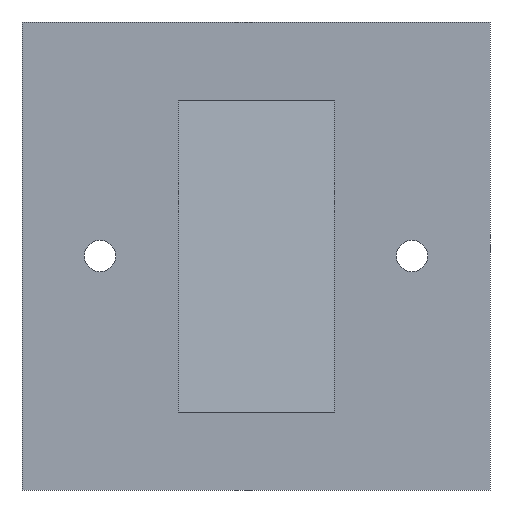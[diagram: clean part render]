
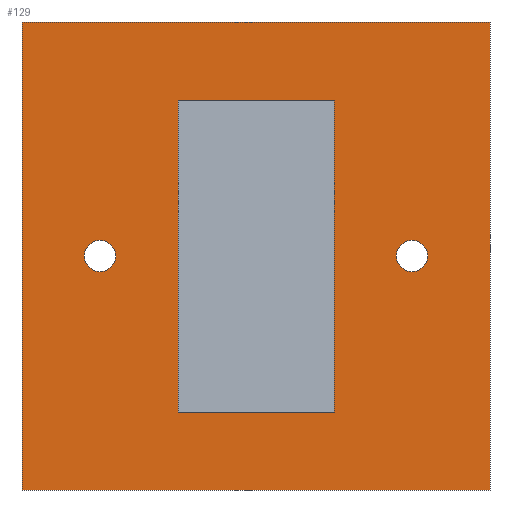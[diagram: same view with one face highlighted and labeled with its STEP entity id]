
A CAD part, front view. The second image highlights one B-rep face of the part: STEP entity #129.
In plain terms, the highlighted planar face has unit normal (0, -1, 0).
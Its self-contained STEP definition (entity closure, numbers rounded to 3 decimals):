
#5 = VECTOR ( 'NONE', #391, 1000. ) ;
#8 = EDGE_CURVE ( 'NONE', #314, #280, #486, .T. ) ;
#16 = ORIENTED_EDGE ( 'NONE', *, *, #45, .F. ) ;
#18 = LINE ( 'NONE', #208, #482 ) ;
#21 = DIRECTION ( 'NONE',  ( 0., 1., 0. ) ) ;
#24 = CARTESIAN_POINT ( 'NONE',  ( 5., 20., 10. ) ) ;
#25 = LINE ( 'NONE', #244, #60 ) ;
#27 = EDGE_CURVE ( 'NONE', #280, #314, #44, .T. ) ;
#28 = DIRECTION ( 'NONE',  ( 0., 0., 1. ) ) ;
#44 = CIRCLE ( 'NONE', #441, 0.5 ) ;
#45 = EDGE_CURVE ( 'NONE', #54, #169, #299, .T. ) ;
#54 = VERTEX_POINT ( 'NONE', #211 ) ;
#56 = ORIENTED_EDGE ( 'NONE', *, *, #175, .T. ) ;
#57 = CARTESIAN_POINT ( 'NONE',  ( -2.5, 20., 5. ) ) ;
#60 = VECTOR ( 'NONE', #437, 1000. ) ;
#68 = VERTEX_POINT ( 'NONE', #213 ) ;
#70 = CARTESIAN_POINT ( 'NONE',  ( 7.5, 20., 5. ) ) ;
#71 = CARTESIAN_POINT ( 'NONE',  ( -2.5, 20., 4.5 ) ) ;
#73 = DIRECTION ( 'NONE',  ( -1., 0., 0. ) ) ;
#79 = CARTESIAN_POINT ( 'NONE',  ( 5., 20., 10. ) ) ;
#80 = VERTEX_POINT ( 'NONE', #363 ) ;
#87 = EDGE_CURVE ( 'NONE', #292, #106, #25, .T. ) ;
#97 = CARTESIAN_POINT ( 'NONE',  ( 10., 20., -2.5 ) ) ;
#105 = ORIENTED_EDGE ( 'NONE', *, *, #328, .F. ) ;
#106 = VERTEX_POINT ( 'NONE', #97 ) ;
#107 = VECTOR ( 'NONE', #325, 1000. ) ;
#111 = CARTESIAN_POINT ( 'NONE',  ( 10., 20., 12.5 ) ) ;
#116 = EDGE_CURVE ( 'NONE', #54, #249, #276, .T. ) ;
#126 = EDGE_CURVE ( 'NONE', #80, #392, #487, .T. ) ;
#127 = EDGE_LOOP ( 'NONE', ( #399, #370, #468, #16 ) ) ;
#128 = ORIENTED_EDGE ( 'NONE', *, *, #8, .T. ) ;
#129 = ADVANCED_FACE ( 'NONE', ( #163, #473, #449, #135 ), #286, .T. ) ;
#132 = DIRECTION ( 'NONE',  ( 0., 0., -1. ) ) ;
#135 = FACE_BOUND ( 'NONE', #493, .T. ) ;
#136 = CARTESIAN_POINT ( 'NONE',  ( 5., 20., 0. ) ) ;
#139 = DIRECTION ( 'NONE',  ( 0., 0., 1. ) ) ;
#146 = CARTESIAN_POINT ( 'NONE',  ( -2.5, 20., 5.5 ) ) ;
#151 = EDGE_CURVE ( 'NONE', #106, #80, #18, .T. ) ;
#157 = ORIENTED_EDGE ( 'NONE', *, *, #395, .T. ) ;
#163 = FACE_BOUND ( 'NONE', #127, .T. ) ;
#169 = VERTEX_POINT ( 'NONE', #24 ) ;
#173 = CARTESIAN_POINT ( 'NONE',  ( 7.5, 20., 5. ) ) ;
#174 = DIRECTION ( 'NONE',  ( 0., -1., 0. ) ) ;
#175 = EDGE_CURVE ( 'NONE', #290, #349, #246, .T. ) ;
#176 = EDGE_LOOP ( 'NONE', ( #240, #105, #309, #259 ) ) ;
#183 = DIRECTION ( 'NONE',  ( 0., 1., 0. ) ) ;
#184 = CARTESIAN_POINT ( 'NONE',  ( 7.5, 20., 5.5 ) ) ;
#200 = VECTOR ( 'NONE', #291, 1000. ) ;
#207 = CARTESIAN_POINT ( 'NONE',  ( 0., 20., 0. ) ) ;
#208 = CARTESIAN_POINT ( 'NONE',  ( -5., 20., -2.5 ) ) ;
#209 = EDGE_LOOP ( 'NONE', ( #128, #356 ) ) ;
#211 = CARTESIAN_POINT ( 'NONE',  ( 5., 20., 0. ) ) ;
#213 = CARTESIAN_POINT ( 'NONE',  ( 0., 20., 10. ) ) ;
#214 = AXIS2_PLACEMENT_3D ( 'NONE', #173, #479, #28 ) ;
#221 = CARTESIAN_POINT ( 'NONE',  ( -5., 20., 12.5 ) ) ;
#223 = VECTOR ( 'NONE', #139, 1000. ) ;
#234 = AXIS2_PLACEMENT_3D ( 'NONE', #70, #183, #485 ) ;
#240 = ORIENTED_EDGE ( 'NONE', *, *, #87, .F. ) ;
#241 = CARTESIAN_POINT ( 'NONE',  ( 5., 20., 0. ) ) ;
#244 = CARTESIAN_POINT ( 'NONE',  ( 10., 20., 12.5 ) ) ;
#246 = CIRCLE ( 'NONE', #214, 0.5 ) ;
#249 = VERTEX_POINT ( 'NONE', #331 ) ;
#259 = ORIENTED_EDGE ( 'NONE', *, *, #151, .F. ) ;
#275 = DIRECTION ( 'NONE',  ( 0., 1., 0. ) ) ;
#276 = LINE ( 'NONE', #136, #107 ) ;
#280 = VERTEX_POINT ( 'NONE', #146 ) ;
#283 = DIRECTION ( 'NONE',  ( 0., 0., 1. ) ) ;
#286 = PLANE ( 'NONE',  #427 ) ;
#290 = VERTEX_POINT ( 'NONE', #407 ) ;
#291 = DIRECTION ( 'NONE',  ( 1., 0., 0. ) ) ;
#292 = VERTEX_POINT ( 'NONE', #111 ) ;
#299 = LINE ( 'NONE', #241, #5 ) ;
#307 = LINE ( 'NONE', #79, #425 ) ;
#309 = ORIENTED_EDGE ( 'NONE', *, *, #126, .F. ) ;
#314 = VERTEX_POINT ( 'NONE', #71 ) ;
#322 = CIRCLE ( 'NONE', #234, 0.5 ) ;
#325 = DIRECTION ( 'NONE',  ( -1., 0., 0. ) ) ;
#328 = EDGE_CURVE ( 'NONE', #392, #292, #385, .T. ) ;
#331 = CARTESIAN_POINT ( 'NONE',  ( 0., 20., 0. ) ) ;
#342 = DIRECTION ( 'NONE',  ( 0., 0., 1. ) ) ;
#344 = LINE ( 'NONE', #459, #419 ) ;
#347 = CARTESIAN_POINT ( 'NONE',  ( -2.5, 20., 5. ) ) ;
#349 = VERTEX_POINT ( 'NONE', #184 ) ;
#353 = AXIS2_PLACEMENT_3D ( 'NONE', #57, #275, #469 ) ;
#356 = ORIENTED_EDGE ( 'NONE', *, *, #27, .T. ) ;
#359 = CARTESIAN_POINT ( 'NONE',  ( -5., 20., 12.5 ) ) ;
#363 = CARTESIAN_POINT ( 'NONE',  ( -5., 20., -2.5 ) ) ;
#370 = ORIENTED_EDGE ( 'NONE', *, *, #452, .T. ) ;
#385 = LINE ( 'NONE', #488, #200 ) ;
#391 = DIRECTION ( 'NONE',  ( 0., 0., 1. ) ) ;
#392 = VERTEX_POINT ( 'NONE', #221 ) ;
#395 = EDGE_CURVE ( 'NONE', #349, #290, #322, .T. ) ;
#399 = ORIENTED_EDGE ( 'NONE', *, *, #116, .T. ) ;
#407 = CARTESIAN_POINT ( 'NONE',  ( 7.5, 20., 4.5 ) ) ;
#419 = VECTOR ( 'NONE', #342, 1000. ) ;
#425 = VECTOR ( 'NONE', #73, 1000. ) ;
#427 = AXIS2_PLACEMENT_3D ( 'NONE', #207, #174, #132 ) ;
#437 = DIRECTION ( 'NONE',  ( 0., 0., -1. ) ) ;
#441 = AXIS2_PLACEMENT_3D ( 'NONE', #347, #21, #283 ) ;
#442 = DIRECTION ( 'NONE',  ( -1., 0., 0. ) ) ;
#449 = FACE_OUTER_BOUND ( 'NONE', #176, .T. ) ;
#452 = EDGE_CURVE ( 'NONE', #249, #68, #344, .T. ) ;
#459 = CARTESIAN_POINT ( 'NONE',  ( 0., 20., 0. ) ) ;
#467 = EDGE_CURVE ( 'NONE', #169, #68, #307, .T. ) ;
#468 = ORIENTED_EDGE ( 'NONE', *, *, #467, .F. ) ;
#469 = DIRECTION ( 'NONE',  ( 0., 0., 1. ) ) ;
#473 = FACE_BOUND ( 'NONE', #209, .T. ) ;
#479 = DIRECTION ( 'NONE',  ( 0., 1., 0. ) ) ;
#482 = VECTOR ( 'NONE', #442, 1000. ) ;
#485 = DIRECTION ( 'NONE',  ( 0., 0., 1. ) ) ;
#486 = CIRCLE ( 'NONE', #353, 0.5 ) ;
#487 = LINE ( 'NONE', #359, #223 ) ;
#488 = CARTESIAN_POINT ( 'NONE',  ( -5., 20., 12.5 ) ) ;
#493 = EDGE_LOOP ( 'NONE', ( #56, #157 ) ) ;
